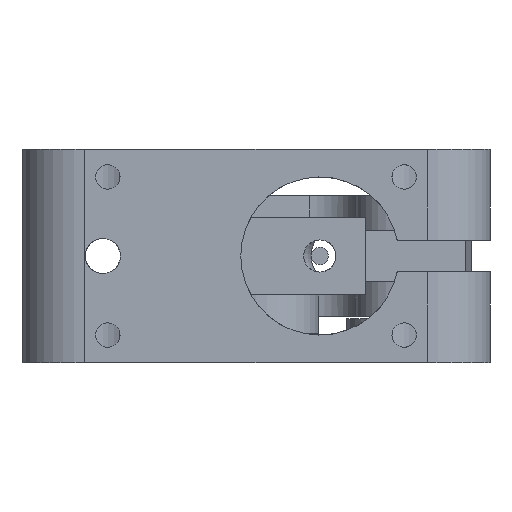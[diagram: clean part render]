
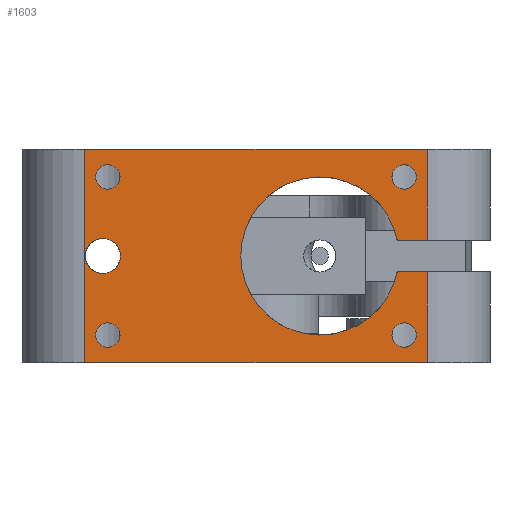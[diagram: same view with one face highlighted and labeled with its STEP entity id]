
A CAD part, left-side view. The second image highlights one B-rep face of the part: STEP entity #1603.
In plain terms, the highlighted planar face has unit normal (-1, 0, 0).
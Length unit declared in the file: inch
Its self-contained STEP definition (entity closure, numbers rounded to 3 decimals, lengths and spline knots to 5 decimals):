
#12=LINE('',#2553,#109);
#19=LINE('',#2575,#116);
#25=LINE('',#2762,#122);
#37=LINE('',#2818,#134);
#42=LINE('',#2879,#139);
#43=LINE('',#2881,#140);
#44=LINE('',#2882,#141);
#109=VECTOR('',#1933,0.11949);
#116=VECTOR('',#1950,0.11949);
#122=VECTOR('',#1990,0.36225);
#134=VECTOR('',#2050,1.36535);
#139=VECTOR('',#2073,0.8495);
#140=VECTOR('',#2074,0.36225);
#141=VECTOR('',#2075,1.36535);
#249=PLANE('',#1754);
#306=FACE_BOUND('',#504,.T.);
#307=FACE_BOUND('',#505,.T.);
#308=FACE_BOUND('',#506,.T.);
#309=FACE_BOUND('',#507,.T.);
#310=FACE_BOUND('',#508,.T.);
#379=FACE_OUTER_BOUND('',#503,.T.);
#503=EDGE_LOOP('',(#1223,#1224,#1225,#1226,#1227,#1228,#1229,#1230));
#504=EDGE_LOOP('',(#1231));
#505=EDGE_LOOP('',(#1232));
#506=EDGE_LOOP('',(#1233));
#507=EDGE_LOOP('',(#1234));
#508=EDGE_LOOP('',(#1235));
#623=CIRCLE('',#1709,0.315);
#626=CIRCLE('',#1714,0.0485);
#627=CIRCLE('',#1716,0.0485);
#628=CIRCLE('',#1718,0.0485);
#629=CIRCLE('',#1720,0.0485);
#649=CIRCLE('',#1753,0.07);
#722=VERTEX_POINT('',#2550);
#723=VERTEX_POINT('',#2552);
#732=VERTEX_POINT('',#2572);
#733=VERTEX_POINT('',#2574);
#744=VERTEX_POINT('',#2644);
#746=VERTEX_POINT('',#2682);
#748=VERTEX_POINT('',#2720);
#750=VERTEX_POINT('',#2758);
#751=VERTEX_POINT('',#2761);
#771=VERTEX_POINT('',#2817);
#781=VERTEX_POINT('',#2875);
#782=VERTEX_POINT('',#2878);
#783=VERTEX_POINT('',#2880);
#885=EDGE_CURVE('',#722,#723,#12,.T.);
#896=EDGE_CURVE('',#733,#732,#19,.T.);
#905=EDGE_CURVE('',#722,#733,#623,.T.);
#911=EDGE_CURVE('',#744,#744,#626,.T.);
#913=EDGE_CURVE('',#746,#746,#627,.T.);
#915=EDGE_CURVE('',#748,#748,#628,.T.);
#917=EDGE_CURVE('',#750,#750,#629,.T.);
#918=EDGE_CURVE('',#751,#723,#25,.T.);
#944=EDGE_CURVE('',#751,#771,#37,.T.);
#956=EDGE_CURVE('',#781,#781,#649,.T.);
#957=EDGE_CURVE('',#771,#782,#42,.T.);
#958=EDGE_CURVE('',#783,#732,#43,.T.);
#959=EDGE_CURVE('',#783,#782,#44,.T.);
#1223=ORIENTED_EDGE('',*,*,#957,.F.);
#1224=ORIENTED_EDGE('',*,*,#944,.F.);
#1225=ORIENTED_EDGE('',*,*,#918,.T.);
#1226=ORIENTED_EDGE('',*,*,#885,.F.);
#1227=ORIENTED_EDGE('',*,*,#905,.T.);
#1228=ORIENTED_EDGE('',*,*,#896,.T.);
#1229=ORIENTED_EDGE('',*,*,#958,.F.);
#1230=ORIENTED_EDGE('',*,*,#959,.T.);
#1231=ORIENTED_EDGE('',*,*,#911,.T.);
#1232=ORIENTED_EDGE('',*,*,#913,.T.);
#1233=ORIENTED_EDGE('',*,*,#915,.T.);
#1234=ORIENTED_EDGE('',*,*,#917,.T.);
#1235=ORIENTED_EDGE('',*,*,#956,.T.);
#1603=ADVANCED_FACE('',(#379,#306,#307,#308,#309,#310),#249,.T.);
#1709=AXIS2_PLACEMENT_3D('',#2599,#1962,#1963);
#1714=AXIS2_PLACEMENT_3D('',#2645,#1974,#1975);
#1716=AXIS2_PLACEMENT_3D('',#2683,#1978,#1979);
#1718=AXIS2_PLACEMENT_3D('',#2721,#1982,#1983);
#1720=AXIS2_PLACEMENT_3D('',#2759,#1986,#1987);
#1753=AXIS2_PLACEMENT_3D('',#2876,#2069,#2070);
#1754=AXIS2_PLACEMENT_3D('',#2877,#2071,#2072);
#1933=DIRECTION('',(0.,-1.,0.));
#1950=DIRECTION('',(0.,-1.,0.));
#1962=DIRECTION('center_axis',(1.,0.,0.));
#1963=DIRECTION('ref_axis',(0.,0.,1.));
#1974=DIRECTION('center_axis',(1.,0.,0.));
#1975=DIRECTION('ref_axis',(0.,0.,1.));
#1978=DIRECTION('center_axis',(1.,0.,0.));
#1979=DIRECTION('ref_axis',(0.,0.,1.));
#1982=DIRECTION('center_axis',(1.,0.,0.));
#1983=DIRECTION('ref_axis',(0.,0.,1.));
#1986=DIRECTION('center_axis',(1.,0.,0.));
#1987=DIRECTION('ref_axis',(0.,0.,1.));
#1990=DIRECTION('',(0.,0.,1.));
#2050=DIRECTION('',(0.,1.,0.));
#2069=DIRECTION('center_axis',(1.,0.,0.));
#2070=DIRECTION('ref_axis',(0.,0.,1.));
#2071=DIRECTION('center_axis',(-1.,0.,0.));
#2072=DIRECTION('ref_axis',(0.,-1.,0.));
#2073=DIRECTION('',(0.,0.,1.));
#2074=DIRECTION('',(0.,0.,-1.));
#2075=DIRECTION('',(0.,1.,0.));
#2550=CARTESIAN_POINT('',(-0.93268,-0.56319,0.48325));
#2552=CARTESIAN_POINT('',(-0.93268,-0.68268,0.48325));
#2553=CARTESIAN_POINT('',(-0.93268,0.33911,0.48325));
#2572=CARTESIAN_POINT('',(-0.93268,-0.68268,0.60825));
#2574=CARTESIAN_POINT('',(-0.93268,-0.56319,0.60825));
#2575=CARTESIAN_POINT('',(-0.93268,0.33911,0.60825));
#2599=CARTESIAN_POINT('Origin',(-0.93268,-0.25445,0.54575));
#2644=CARTESIAN_POINT('',(-0.93268,-0.59055,0.90921));
#2645=CARTESIAN_POINT('Origin',(-0.93268,-0.59055,0.86071));
#2682=CARTESIAN_POINT('',(-0.93268,0.59055,0.27929));
#2683=CARTESIAN_POINT('Origin',(-0.93268,0.59055,0.23079));
#2720=CARTESIAN_POINT('',(-0.93268,0.59055,0.90921));
#2721=CARTESIAN_POINT('Origin',(-0.93268,0.59055,0.86071));
#2758=CARTESIAN_POINT('',(-0.93268,-0.59055,0.27929));
#2759=CARTESIAN_POINT('Origin',(-0.93268,-0.59055,0.23079));
#2761=CARTESIAN_POINT('',(-0.93268,-0.68268,0.121));
#2762=CARTESIAN_POINT('',(-0.93268,-0.68268,1.0915));
#2817=CARTESIAN_POINT('',(-0.93268,0.68268,0.121));
#2818=CARTESIAN_POINT('',(-0.93268,-0.68268,0.121));
#2875=CARTESIAN_POINT('',(-0.93268,0.68043,0.54575));
#2876=CARTESIAN_POINT('Origin',(-0.93268,0.61043,0.54575));
#2877=CARTESIAN_POINT('Origin',(-0.93268,0.93268,0.));
#2878=CARTESIAN_POINT('',(-0.93268,0.68268,0.9705));
#2879=CARTESIAN_POINT('',(-0.93268,0.68268,0.));
#2880=CARTESIAN_POINT('',(-0.93268,-0.68268,0.9705));
#2881=CARTESIAN_POINT('',(-0.93268,-0.68268,0.));
#2882=CARTESIAN_POINT('',(-0.93268,-0.68268,0.9705));
